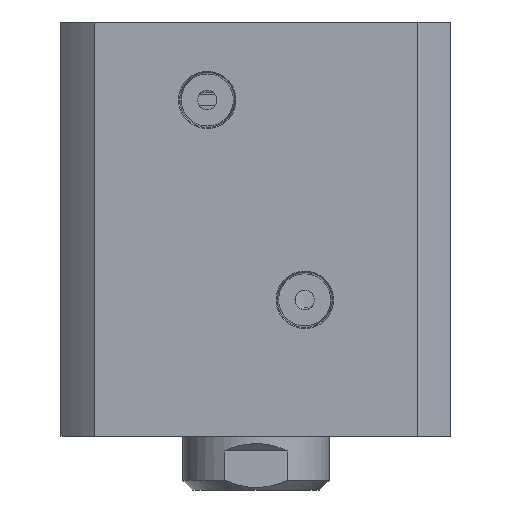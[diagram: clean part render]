
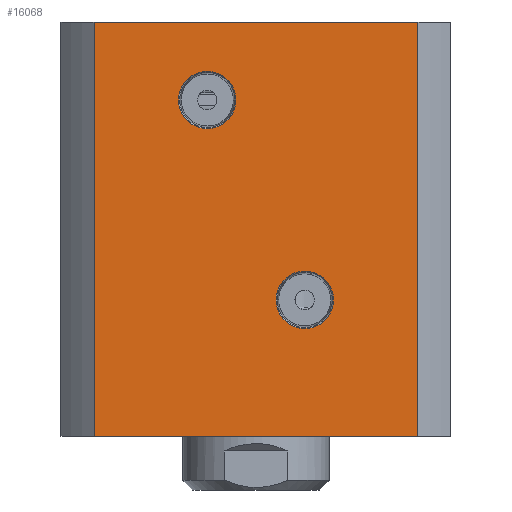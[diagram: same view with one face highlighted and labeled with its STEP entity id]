
A CAD part, left-side view. The second image highlights one B-rep face of the part: STEP entity #16068.
In plain terms, the highlighted planar face has unit normal (-1, 0, 0).
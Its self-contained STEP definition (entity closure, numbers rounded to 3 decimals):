
#42 = EDGE_CURVE ( 'NONE', #2681, #14533, #19371, .T. ) ;
#1232 = CARTESIAN_POINT ( 'NONE',  ( -40., 33.226, 42.5 ) ) ;
#1380 = ORIENTED_EDGE ( 'NONE', *, *, #42, .F. ) ;
#1459 = CARTESIAN_POINT ( 'NONE',  ( -40., -10., -20.385 ) ) ;
#1485 = CARTESIAN_POINT ( 'NONE',  ( -40., -10., -14.5 ) ) ;
#1570 = ORIENTED_EDGE ( 'NONE', *, *, #19663, .F. ) ;
#2213 = VECTOR ( 'NONE', #11392, 1000. ) ;
#2681 = VERTEX_POINT ( 'NONE', #1459 ) ;
#3075 = DIRECTION ( 'NONE',  ( 0., -1., 0. ) ) ;
#3305 = CARTESIAN_POINT ( 'NONE',  ( -40., 10., 20.615 ) ) ;
#3655 = ORIENTED_EDGE ( 'NONE', *, *, #18181, .F. ) ;
#3796 = CARTESIAN_POINT ( 'NONE',  ( -40., -33.226, 42.5 ) ) ;
#3876 = EDGE_LOOP ( 'NONE', ( #17315, #1380 ) ) ;
#4773 = DIRECTION ( 'NONE',  ( -1., 0., 0. ) ) ;
#4775 = CARTESIAN_POINT ( 'NONE',  ( -40., 33.226, 42.5 ) ) ;
#4871 = VERTEX_POINT ( 'NONE', #15879 ) ;
#5332 = EDGE_CURVE ( 'NONE', #12827, #17843, #17256, .T. ) ;
#5625 = VECTOR ( 'NONE', #16260, 1000. ) ;
#6106 = DIRECTION ( 'NONE',  ( -1., 0., 0. ) ) ;
#6161 = AXIS2_PLACEMENT_3D ( 'NONE', #4775, #15322, #12411 ) ;
#6840 = LINE ( 'NONE', #7210, #5625 ) ;
#7210 = CARTESIAN_POINT ( 'NONE',  ( -40., 33.226, 42.5 ) ) ;
#7652 = DIRECTION ( 'NONE',  ( 0., 0., 1. ) ) ;
#7713 = EDGE_CURVE ( 'NONE', #10607, #13662, #6840, .T. ) ;
#7752 = CARTESIAN_POINT ( 'NONE',  ( -40., 33.226, -42.5 ) ) ;
#7859 = DIRECTION ( 'NONE',  ( 0., 0., 1. ) ) ;
#7969 = EDGE_CURVE ( 'NONE', #14533, #2681, #14467, .T. ) ;
#8144 = VERTEX_POINT ( 'NONE', #9364 ) ;
#8893 = AXIS2_PLACEMENT_3D ( 'NONE', #9191, #6106, #7652 ) ;
#9191 = CARTESIAN_POINT ( 'NONE',  ( -40., -10., -14.5 ) ) ;
#9364 = CARTESIAN_POINT ( 'NONE',  ( -40., 33.226, -42.5 ) ) ;
#9675 = LINE ( 'NONE', #16407, #18510 ) ;
#10137 = DIRECTION ( 'NONE',  ( 0., 0., -1. ) ) ;
#10391 = CARTESIAN_POINT ( 'NONE',  ( -40., 10., 26.5 ) ) ;
#10607 = VERTEX_POINT ( 'NONE', #1232 ) ;
#10870 = AXIS2_PLACEMENT_3D ( 'NONE', #15320, #4773, #7859 ) ;
#11202 = EDGE_CURVE ( 'NONE', #8144, #4871, #18491, .T. ) ;
#11287 = FACE_BOUND ( 'NONE', #3876, .T. ) ;
#11392 = DIRECTION ( 'NONE',  ( 0., 0., -1. ) ) ;
#11444 = ORIENTED_EDGE ( 'NONE', *, *, #7713, .F. ) ;
#11583 = CIRCLE ( 'NONE', #14002, 5.885 ) ;
#12047 = DIRECTION ( 'NONE',  ( 0., 0., 1. ) ) ;
#12176 = ORIENTED_EDGE ( 'NONE', *, *, #17113, .T. ) ;
#12411 = DIRECTION ( 'NONE',  ( 0., 0., -1. ) ) ;
#12827 = VERTEX_POINT ( 'NONE', #13867 ) ;
#12971 = LINE ( 'NONE', #14365, #2213 ) ;
#13431 = ORIENTED_EDGE ( 'NONE', *, *, #11202, .T. ) ;
#13490 = VECTOR ( 'NONE', #3075, 1000. ) ;
#13662 = VERTEX_POINT ( 'NONE', #3796 ) ;
#13867 = CARTESIAN_POINT ( 'NONE',  ( -40., 10., 32.385 ) ) ;
#13923 = ORIENTED_EDGE ( 'NONE', *, *, #5332, .F. ) ;
#13995 = PLANE ( 'NONE',  #6161 ) ;
#14002 = AXIS2_PLACEMENT_3D ( 'NONE', #10391, #16646, #15045 ) ;
#14365 = CARTESIAN_POINT ( 'NONE',  ( -40., -33.226, 42.5 ) ) ;
#14467 = CIRCLE ( 'NONE', #15984, 5.885 ) ;
#14533 = VERTEX_POINT ( 'NONE', #18266 ) ;
#15045 = DIRECTION ( 'NONE',  ( 0., 0., 1. ) ) ;
#15297 = FACE_OUTER_BOUND ( 'NONE', #18836, .T. ) ;
#15320 = CARTESIAN_POINT ( 'NONE',  ( -40., 10., 26.5 ) ) ;
#15322 = DIRECTION ( 'NONE',  ( 1., 0., 0. ) ) ;
#15879 = CARTESIAN_POINT ( 'NONE',  ( -40., -33.226, -42.5 ) ) ;
#15984 = AXIS2_PLACEMENT_3D ( 'NONE', #1485, #16568, #12047 ) ;
#16068 = ADVANCED_FACE ( 'NONE', ( #11287, #19369, #15297 ), #13995, .F. ) ;
#16260 = DIRECTION ( 'NONE',  ( 0., -1., 0. ) ) ;
#16407 = CARTESIAN_POINT ( 'NONE',  ( -40., 33.226, 42.5 ) ) ;
#16568 = DIRECTION ( 'NONE',  ( -1., 0., 0. ) ) ;
#16646 = DIRECTION ( 'NONE',  ( -1., 0., 0. ) ) ;
#17113 = EDGE_CURVE ( 'NONE', #10607, #8144, #9675, .T. ) ;
#17256 = CIRCLE ( 'NONE', #10870, 5.885 ) ;
#17315 = ORIENTED_EDGE ( 'NONE', *, *, #7969, .F. ) ;
#17843 = VERTEX_POINT ( 'NONE', #3305 ) ;
#18181 = EDGE_CURVE ( 'NONE', #17843, #12827, #11583, .T. ) ;
#18266 = CARTESIAN_POINT ( 'NONE',  ( -40., -10., -8.615 ) ) ;
#18491 = LINE ( 'NONE', #7752, #13490 ) ;
#18510 = VECTOR ( 'NONE', #10137, 1000. ) ;
#18755 = EDGE_LOOP ( 'NONE', ( #13923, #3655 ) ) ;
#18836 = EDGE_LOOP ( 'NONE', ( #13431, #1570, #11444, #12176 ) ) ;
#19369 = FACE_BOUND ( 'NONE', #18755, .T. ) ;
#19371 = CIRCLE ( 'NONE', #8893, 5.885 ) ;
#19663 = EDGE_CURVE ( 'NONE', #13662, #4871, #12971, .T. ) ;
